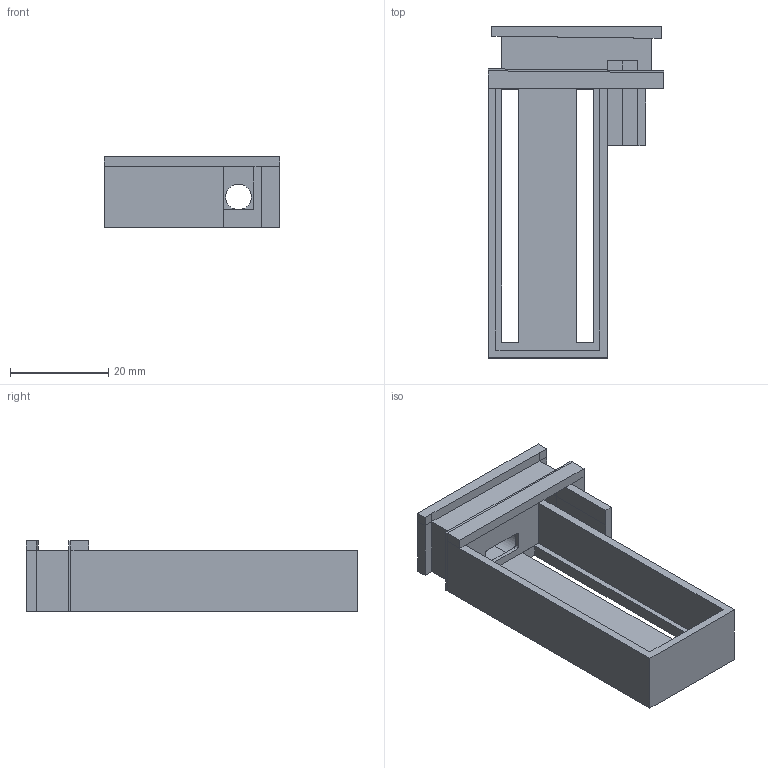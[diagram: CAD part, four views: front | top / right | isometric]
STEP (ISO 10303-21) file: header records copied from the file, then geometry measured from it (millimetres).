
FILE_DESCRIPTION(('FreeCAD Model'),'2;1');
FILE_NAME('Open CASCADE Shape Model','2024-05-29T17:45:18',(''),(''), 'Open CASCADE STEP processor 7.6','FreeCAD','Unknown');
FILE_SCHEMA(('AP242_MANAGED_MODEL_BASED_3D_ENGINEERING_MIM_LF. {1 0 10303 442 1 1 4 }'));
Length unit declared in the file: millimetre
Products named in the file (1): 左
Bounding box: 35.7 x 67.4 x 14.4 mm (x, y, z)
Volume: 8524.6 mm3; surface area: 8825.5 mm2
Topology: 1 solids, 1 shells, 93 faces, 233 edges, 141 vertices
Faces by surface type: plane 83, cylinder 10
Full cylindrical faces by diameter (mm): 5.2 x1, 8.7 x1
Entity records: 2734 total; most frequent: ORIENTED_EDGE 472, CARTESIAN_POINT 468, DIRECTION 442, EDGE_CURVE 233, LINE 212, VECTOR 212, VERTEX_POINT 141, AXIS2_PLACEMENT_3D 115
